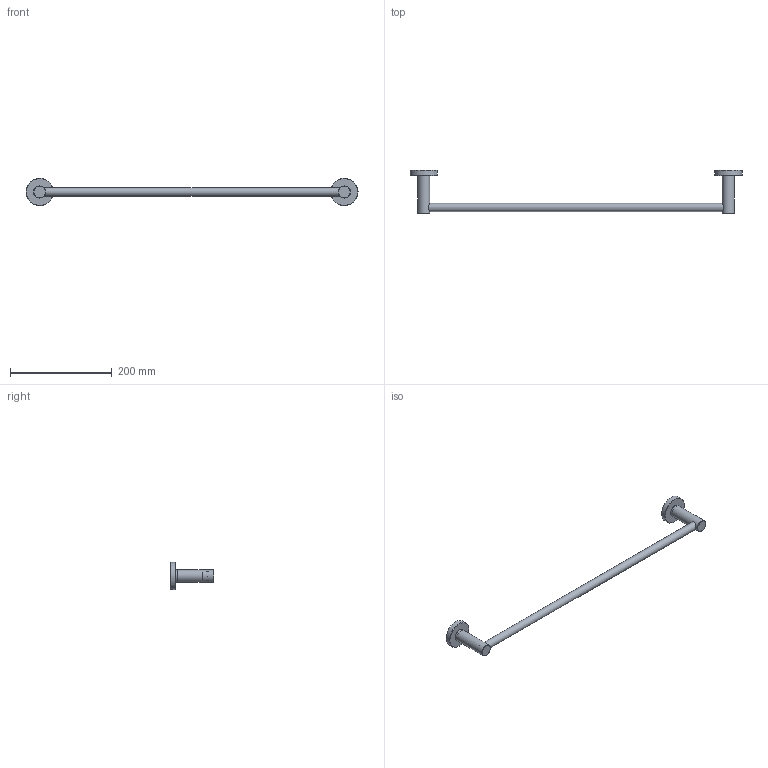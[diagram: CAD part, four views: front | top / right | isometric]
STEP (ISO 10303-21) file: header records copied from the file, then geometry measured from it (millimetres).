
FILE_DESCRIPTION(/* description */ (''),/* implementation_level */ '2;1');
FILE_NAME(/* name */ '3D_TVA151002000_ElementsTender.step',/* time_stamp */ '2022-12-07T16:20:00+01:00',/* author */ (''),/* organization */ (''),/* preprocessor_version */ 'ST-DEVELOPER v19.2',/* originating_system */ 'Autodesk Translation Framework v11.17.0.187',/* authorisation */ '');
FILE_SCHEMA (('AUTOMOTIVE_DESIGN { 1 0 10303 214 3 1 1 }'));
Length unit declared in the file: millimetre
Products named in the file (10): (Nicht gespeichert); 217924000-04; 217924000-02_5.2Ô²¿×; 217924000-03; GB 78-1985_5*10; 217924000-06; GB 78-1985_5*5; GB5783_5*70; GB 862.2-1987_5; 217924000-07
Assembly tree (17 placements, depth 2):
  (Nicht gespeichert)
    217924000-02_5.2Ô²¿×  x2
    217924000-03  x2
    217924000-04
    217924000-06  x2
    GB 78-1985_5*10  x2
    GB 78-1985_5*5  x2
    GB 862.2-1987_5  x2
    GB5783_5*70  x2
    217924000-07  x2
Bounding box: 654 x 85 x 54 mm (x, y, z)
Volume: 101087.9 mm3; surface area: 95746.6 mm2
Topology: 11 solids, 11 shells, 126 faces, 270 edges, 166 vertices
Faces by surface type: plane 72, cone 26, cylinder 18, torus 10
Full cylindrical faces by diameter (mm): 4.2 x2, 5 x4, 5.2 x2, 14.4 x1, 16 x1, 16.2 x2, 21 x2, 24 x2, 54 x2
Entity records: 2161 total; most frequent: CARTESIAN_POINT 378, DIRECTION 372, ORIENTED_EDGE 266, AXIS2_PLACEMENT_3D 150, EDGE_CURVE 133, VERTEX_POINT 85, EDGE_LOOP 76, LINE 72
